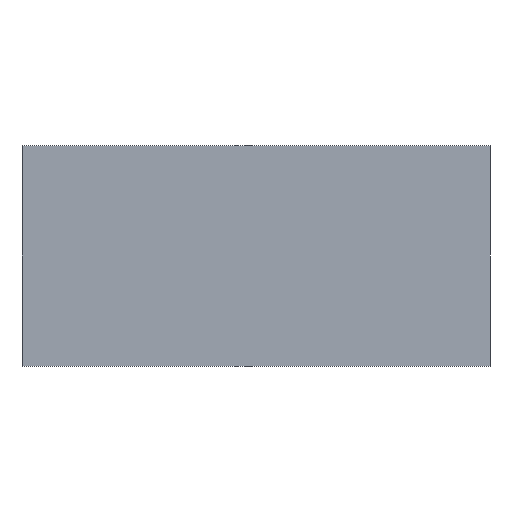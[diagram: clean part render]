
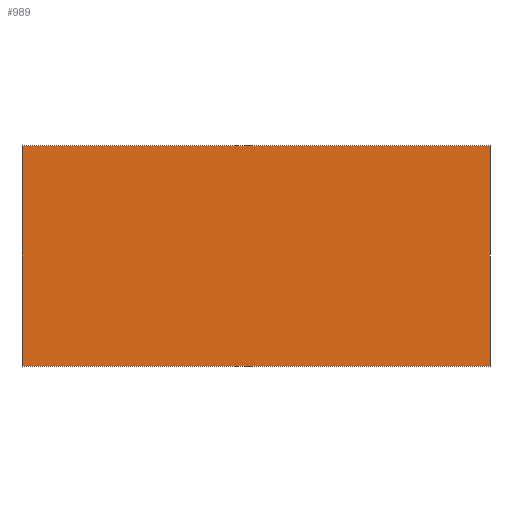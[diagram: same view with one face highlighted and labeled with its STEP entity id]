
A CAD part, front view. The second image highlights one B-rep face of the part: STEP entity #989.
In plain terms, the highlighted planar face has unit normal (0, -1, 0).
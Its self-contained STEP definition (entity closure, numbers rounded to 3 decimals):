
#118=LINE('',#2521,#189);
#121=LINE('',#2527,#192);
#124=LINE('',#2533,#195);
#127=LINE('',#2537,#198);
#189=VECTOR('',#1294,10.);
#192=VECTOR('',#1299,10.);
#195=VECTOR('',#1304,10.);
#198=VECTOR('',#1309,10.);
#223=PLANE('',#1074);
#280=FACE_OUTER_BOUND('',#339,.T.);
#339=EDGE_LOOP('',(#911,#912,#913,#914));
#474=VERTEX_POINT('',#2518);
#475=VERTEX_POINT('',#2520);
#477=VERTEX_POINT('',#2526);
#479=VERTEX_POINT('',#2532);
#615=EDGE_CURVE('',#475,#474,#118,.T.);
#618=EDGE_CURVE('',#477,#475,#121,.T.);
#621=EDGE_CURVE('',#479,#477,#124,.T.);
#624=EDGE_CURVE('',#474,#479,#127,.T.);
#911=ORIENTED_EDGE('',*,*,#624,.T.);
#912=ORIENTED_EDGE('',*,*,#621,.T.);
#913=ORIENTED_EDGE('',*,*,#618,.T.);
#914=ORIENTED_EDGE('',*,*,#615,.T.);
#989=ADVANCED_FACE('',(#280),#223,.T.);
#1074=AXIS2_PLACEMENT_3D('',#2539,#1312,#1313);
#1294=DIRECTION('',(-1.,0.,0.));
#1299=DIRECTION('',(0.,0.,1.));
#1304=DIRECTION('',(1.,0.,0.));
#1309=DIRECTION('',(0.,0.,-1.));
#1312=DIRECTION('center_axis',(0.,-1.,0.));
#1313=DIRECTION('ref_axis',(0.,0.,-1.));
#2518=CARTESIAN_POINT('',(0.,-35.,0.));
#2520=CARTESIAN_POINT('',(170.,-35.,0.));
#2521=CARTESIAN_POINT('',(0.,-35.,0.));
#2526=CARTESIAN_POINT('',(170.,-35.,-80.));
#2527=CARTESIAN_POINT('',(170.,-35.,0.));
#2532=CARTESIAN_POINT('',(0.,-35.,-80.));
#2533=CARTESIAN_POINT('',(170.,-35.,-80.));
#2537=CARTESIAN_POINT('',(0.,-35.,-80.));
#2539=CARTESIAN_POINT('Origin',(85.,-35.,-40.));
